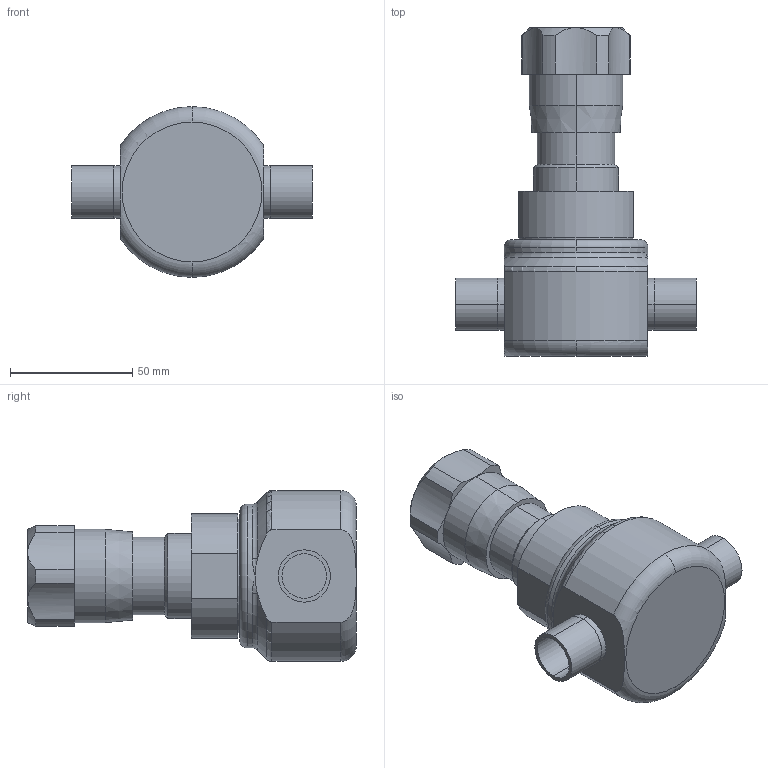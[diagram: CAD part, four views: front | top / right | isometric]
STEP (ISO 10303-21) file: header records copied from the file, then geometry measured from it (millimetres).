
FILE_DESCRIPTION (( 'STEP AP203' ), '1' );
FILE_NAME ('JSRLF-050-HA.STEP', '2017-06-27T12:30:59', ( '' ), ( '' ), 'SwSTEP 2.0', 'SolidWorks 2014', '' );
FILE_SCHEMA (( 'CONFIG_CONTROL_DESIGN' ));
Length unit declared in the file: inch
Products named in the file (2): JSRLF-050-HA
Bounding box: 98.37 x 134.3 x 69.85 mm (x, y, z)
Volume: 276466.7 mm3; surface area: 32837 mm2
Topology: 1 solids, 1 shells, 91 faces, 212 edges, 129 vertices
Faces by surface type: cylinder 41, plane 22, cone 14, torus 10, bspline 4
Entity records: 3150 total; most frequent: CARTESIAN_POINT 912, DIRECTION 475, ORIENTED_EDGE 416, AXIS2_PLACEMENT_3D 210, EDGE_CURVE 208, VERTEX_POINT 129, CIRCLE 121, EDGE_LOOP 101
